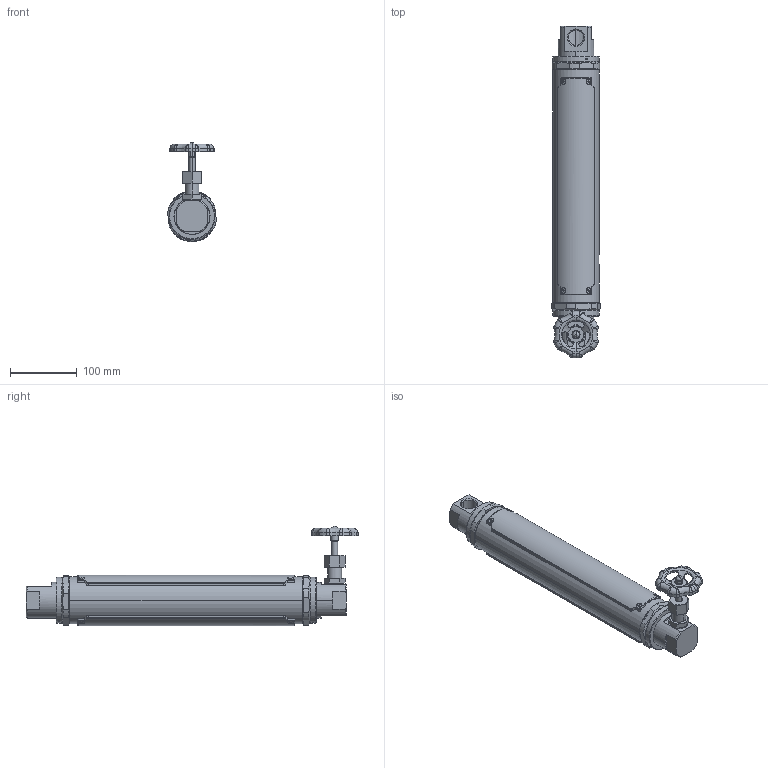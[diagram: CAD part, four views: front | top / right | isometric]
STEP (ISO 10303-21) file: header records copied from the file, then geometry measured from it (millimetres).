
FILE_DESCRIPTION (( 'STEP AP203' ), '1' );
FILE_NAME ('1610-MJ-3-AA-1-0.STEP', '2019-05-20T18:33:54', ( 'mrutkowski' ), ( 'Hewlett-Packard Company' ), 'SwSTEP 2.0', 'SolidWorks 2019', '' );
FILE_SCHEMA (( 'CONFIG_CONTROL_DESIGN' ));
Length unit declared in the file: inch
Products named in the file (1): 1610-MJ-3-AA-1-0
Bounding box: 73.37 x 496.85 x 148.39 mm (x, y, z)
Surface area: 234884.1 mm2 (no closed solid volume)
Topology: 0 solids, 34 shells, 542 faces, 1882 edges, 1350 vertices
Faces by surface type: plane 165, cylinder 163, bspline 90, cone 62, torus 42, sphere 20
Entity records: 31248 total; most frequent: CARTESIAN_POINT 16343, ORIENTED_EDGE 3017, DIRECTION 2804, EDGE_CURVE 1866, VERTEX_POINT 1342, AXIS2_PLACEMENT_3D 1110, CIRCLE 657, EDGE_LOOP 639
